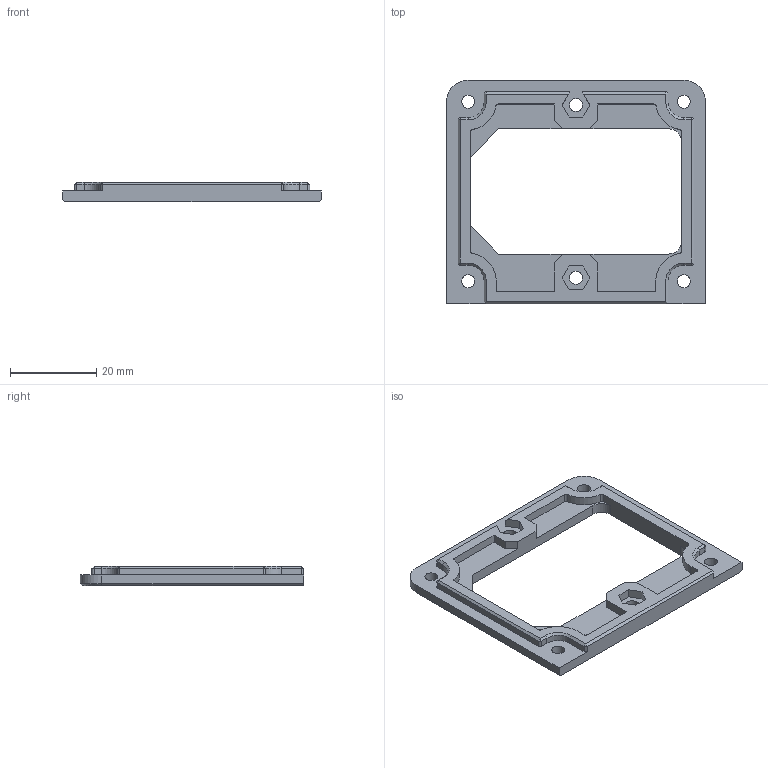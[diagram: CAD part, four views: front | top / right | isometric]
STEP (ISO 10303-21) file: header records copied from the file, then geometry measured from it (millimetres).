
FILE_DESCRIPTION(/* description */ (''),/* implementation_level */ '2;1');
FILE_NAME(/* name */ 'lrs350_24v_switch.step',/* time_stamp */ '2020-10-05T14:39:49+07:00',/* author */ (''),/* organization */ (''),/* preprocessor_version */ 'ST-DEVELOPER v18.1',/* originating_system */ 'Autodesk Translation Framework v9.3.0.1241',/* authorisation */ '');
FILE_SCHEMA (('AUTOMOTIVE_DESIGN { 1 0 10303 214 3 1 1 }'));
Length unit declared in the file: millimetre
Products named in the file (1): Power_Box_SwitchSLDPRT
Bounding box: 59.9 x 51.74 x 4.5 mm (x, y, z)
Volume: 5355.5 mm3; surface area: 5154.3 mm2
Topology: 1 solids, 1 shells, 119 faces, 318 edges, 196 vertices
Faces by surface type: plane 75, cylinder 32, cone 12
Full cylindrical faces by diameter (mm): 3 x6
Entity records: 3676 total; most frequent: CARTESIAN_POINT 628, ORIENTED_EDGE 624, DIRECTION 622, EDGE_CURVE 312, LINE 242, VECTOR 242, VERTEX_POINT 196, AXIS2_PLACEMENT_3D 190
